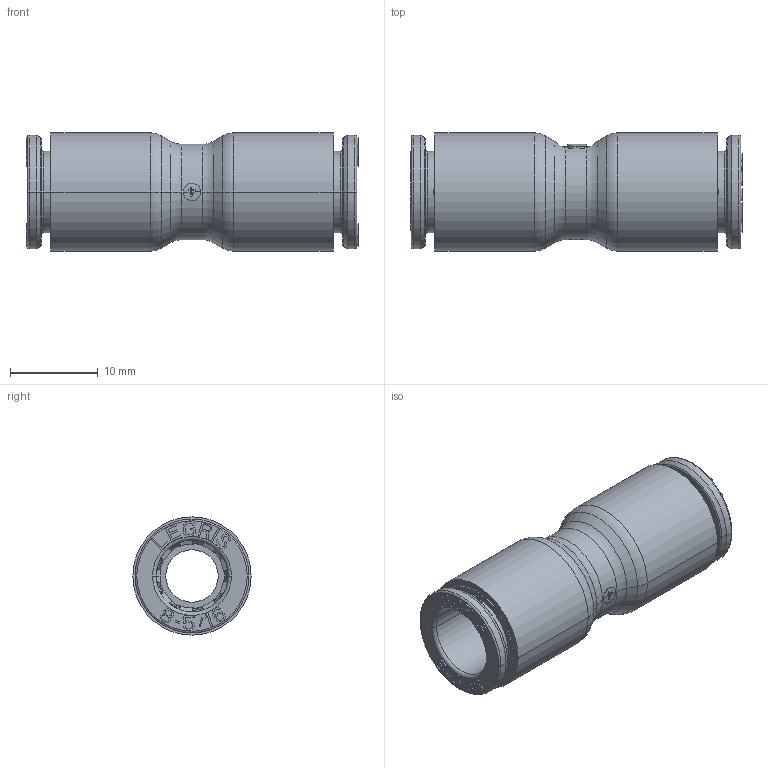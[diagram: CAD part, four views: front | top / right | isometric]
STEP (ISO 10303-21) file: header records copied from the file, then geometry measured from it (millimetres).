
FILE_DESCRIPTION(('STEP AP214'),'1');
FILE_NAME('6806_08_00.stp','2016-07-07T14:41:46',('TraceParts'),('TraceParts S.A.'),'Spatial InterOp 3D',' ',' ');
FILE_SCHEMA(('automotive_design'));
Length unit declared in the file: millimetre
Products named in the file (11): V806-08-00_ASM|Next assembly relationship#44108-19_ASM|Next assembly relationship#44108-30;44108-30; V806-08-00_ASM|Next assembly relationship#44108-19_ASM|Next assembly relationship#44108-32;44108-32; V806-08-00_ASM|Next assembly relationship#44108-19_ASM|Next assembly relationship#44108;44108; V806-08-00_ASM|Next assembly relationship#44108-19_ASM|Next assembly relationship#44108-40;44108-40; V806-08-00_ASM|Next assembly relationship#44518-06;44518-06; V806-08-00_ASM|Next assembly relationship#44108-11-10-ASM;44108-11-10-ASM
Bounding box: 37.9 x 13.5 x 13.5 mm (x, y, z)
Volume: 2741.1 mm3; surface area: 6083.5 mm2
Topology: 11 solids, 11 shells, 1352 faces, 3539 edges, 2265 vertices
Faces by surface type: plane 813, cone 156, cylinder 153, torus 118, bspline 108, sphere 4
Entity records: 45647 total; most frequent: CARTESIAN_POINT 12591, ORIENTED_EDGE 7070, DIRECTION 6441, EDGE_CURVE 3535, LINE 2497, VECTOR 2497, VERTEX_POINT 2265, AXIS2_PLACEMENT_3D 1972
